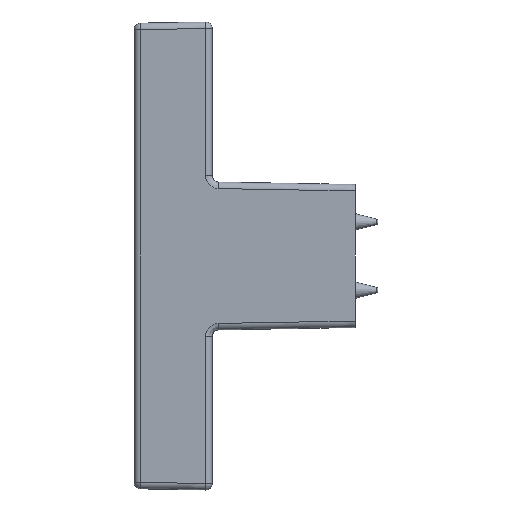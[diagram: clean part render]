
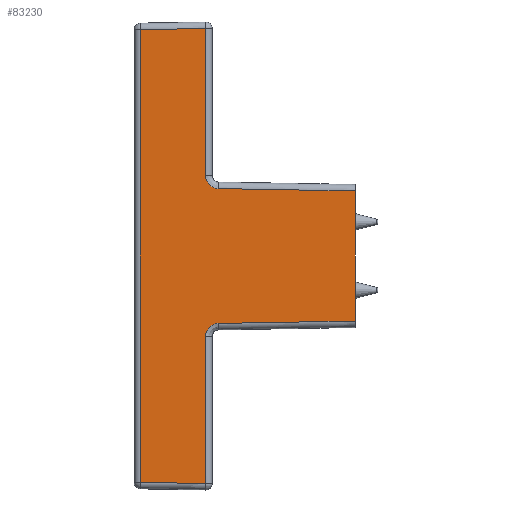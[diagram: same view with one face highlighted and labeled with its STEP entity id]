
A CAD part, left-side view. The second image highlights one B-rep face of the part: STEP entity #83230.
In plain terms, the highlighted planar face has unit normal (-1, 0.018, 0).
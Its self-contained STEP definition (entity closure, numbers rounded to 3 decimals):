
#3570=CARTESIAN_POINT('',(0.576,39.017,
-46.808));
#3580=VERTEX_POINT('',#3570);
#3900=CARTESIAN_POINT('',(0.402,29.017,
-46.982));
#3910=VERTEX_POINT('',#3900);
#22090=CARTESIAN_POINT('',(-0.104,0.017,
-47.489));
#22100=DIRECTION('',(-0.017,-1.,
-0.017));
#22110=VECTOR('',#22100,1.);
#22120=LINE('',#22090,#22110);
#22130=EDGE_CURVE('',#3580,#3910,#22120,.T.);
#22940=CARTESIAN_POINT('',(0.402,29.017,
-24.367));
#22950=VERTEX_POINT('',#22940);
#22980=CARTESIAN_POINT('',(0.402,29.017,
-24.367));
#22990=CARTESIAN_POINT('',(0.402,29.017,
-24.303));
#23000=CARTESIAN_POINT('',(0.402,29.014,
-24.24));
#23010=CARTESIAN_POINT('',(0.402,29.002,
-24.113));
#23020=CARTESIAN_POINT('',(0.401,28.993,
-24.049));
#23030=CARTESIAN_POINT('',(0.401,28.949,
-23.823));
#23040=CARTESIAN_POINT('',(0.4,28.898,
-23.665));
#23050=CARTESIAN_POINT('',(0.397,28.73,
-23.308));
#23060=CARTESIAN_POINT('',(0.394,28.597,
-23.119));
#23070=CARTESIAN_POINT('',(0.392,28.435,
-22.956));
#23080=CARTESIAN_POINT('',(0.388,28.201,
-22.721));
#23090=CARTESIAN_POINT('',(0.382,27.913,
-22.548));
#23100=CARTESIAN_POINT('',(0.375,27.479,
-22.417));
#23110=CARTESIAN_POINT('',(0.373,27.36,
-22.393));
#23120=CARTESIAN_POINT('',(0.37,27.178,
-22.372));
#23130=CARTESIAN_POINT('',(0.369,27.115,
-22.368));
#23140=CARTESIAN_POINT('',(0.367,27.052,
-22.367));
#23150=B_SPLINE_CURVE_WITH_KNOTS('',3,(#22980,#22990,#23000,#23010,
#23020,#23030,#23040,#23050,#23060,#23070,#23080,#23090,#23100,#23110,
#23120,#23130,#23140),.UNSPECIFIED.,.F.,.F.,(4,2,2,2,3,2,2,4),(0.,
0.143,0.288,0.658,1.174,
1.918,2.191,2.333),.UNSPECIFIED.);
#23160=CARTESIAN_POINT('',(0.367,27.052,
-22.367));
#23170=VERTEX_POINT('',#23160);
#23180=EDGE_CURVE('',#22950,#23170,#23150,.T.);
#23370=CARTESIAN_POINT('',(-0.104,0.017,
-21.895));
#23380=DIRECTION('',(0.017,1.,
-0.017));
#23390=VECTOR('',#23380,1.);
#23400=LINE('',#23370,#23390);
#23410=CARTESIAN_POINT('',(0.,6.,-22.));
#23420=VERTEX_POINT('',#23410);
#23430=EDGE_CURVE('',#23420,#23170,#23400,.T.);
#81170=CARTESIAN_POINT('',(0.,6.,0.));
#81180=DIRECTION('',(0.,0.,-1.));
#81190=VECTOR('',#81180,1.);
#81200=LINE('',#81170,#81190);
#81210=CARTESIAN_POINT('',(0.,6.,-2.));
#81220=VERTEX_POINT('',#81210);
#81230=EDGE_CURVE('',#81220,#23420,#81200,.T.);
#82540=CARTESIAN_POINT('',(0.,6.,0.));
#82550=DIRECTION('',(1.,-0.017,0.));
#82560=DIRECTION('',(-0.017,-1.,0.));
#82570=AXIS2_PLACEMENT_3D('',#82540,#82550,#82560);
#82580=PLANE('',#82570);
#82590=CARTESIAN_POINT('',(-0.104,0.017,
23.489));
#82600=DIRECTION('',(-0.017,-1.,
0.017));
#82610=VECTOR('',#82600,1.);
#82620=LINE('',#82590,#82610);
#82630=CARTESIAN_POINT('',(0.576,39.017,
22.808));
#82640=VERTEX_POINT('',#82630);
#82650=CARTESIAN_POINT('',(0.402,29.017,
22.982));
#82660=VERTEX_POINT('',#82650);
#82670=EDGE_CURVE('',#82640,#82660,#82620,.T.);
#82680=ORIENTED_EDGE('',*,*,#82670,.F.);
#82690=CARTESIAN_POINT('',(0.402,29.017,-24.));
#82700=DIRECTION('',(0.,0.,-1.));
#82710=VECTOR('',#82700,1.);
#82720=LINE('',#82690,#82710);
#82730=CARTESIAN_POINT('',(0.402,29.017,
0.367));
#82740=VERTEX_POINT('',#82730);
#82750=EDGE_CURVE('',#82660,#82740,#82720,.T.);
#82760=ORIENTED_EDGE('',*,*,#82750,.F.);
#82770=CARTESIAN_POINT('',(0.402,29.017,
0.367));
#82780=CARTESIAN_POINT('',(0.402,29.017,
0.303));
#82790=CARTESIAN_POINT('',(0.402,29.014,
0.24));
#82800=CARTESIAN_POINT('',(0.402,29.002,
0.113));
#82810=CARTESIAN_POINT('',(0.401,28.993,
0.049));
#82820=CARTESIAN_POINT('',(0.401,28.949,
-0.177));
#82830=CARTESIAN_POINT('',(0.4,28.898,
-0.335));
#82840=CARTESIAN_POINT('',(0.397,28.73,
-0.692));
#82850=CARTESIAN_POINT('',(0.394,28.597,
-0.881));
#82860=CARTESIAN_POINT('',(0.392,28.435,
-1.044));
#82870=CARTESIAN_POINT('',(0.388,28.201,
-1.279));
#82880=CARTESIAN_POINT('',(0.382,27.913,
-1.452));
#82890=CARTESIAN_POINT('',(0.375,27.479,
-1.583));
#82900=CARTESIAN_POINT('',(0.373,27.36,
-1.607));
#82910=CARTESIAN_POINT('',(0.37,27.178,
-1.628));
#82920=CARTESIAN_POINT('',(0.369,27.115,
-1.632));
#82930=CARTESIAN_POINT('',(0.367,27.052,
-1.633));
#82940=B_SPLINE_CURVE_WITH_KNOTS('',3,(#82770,#82780,#82790,#82800,
#82810,#82820,#82830,#82840,#82850,#82860,#82870,#82880,#82890,#82900,
#82910,#82920,#82930),.UNSPECIFIED.,.F.,.F.,(4,2,2,2,3,2,2,4),(0.,
0.143,0.288,0.658,1.174,
1.918,2.191,2.333),.UNSPECIFIED.);
#82950=CARTESIAN_POINT('',(0.367,27.052,
-1.633));
#82960=VERTEX_POINT('',#82950);
#82970=EDGE_CURVE('',#82740,#82960,#82940,.T.);
#82980=ORIENTED_EDGE('',*,*,#82970,.F.);
#82990=CARTESIAN_POINT('',(-0.104,0.017,
-2.105));
#83000=DIRECTION('',(0.017,1.,
0.017));
#83010=VECTOR('',#83000,1.);
#83020=LINE('',#82990,#83010);
#83030=EDGE_CURVE('',#81220,#82960,#83020,.T.);
#83040=ORIENTED_EDGE('',*,*,#83030,.T.);
#83050=ORIENTED_EDGE('',*,*,#81230,.F.);
#83060=ORIENTED_EDGE('',*,*,#23430,.F.);
#83070=ORIENTED_EDGE('',*,*,#23180,.T.);
#83080=CARTESIAN_POINT('',(0.402,29.017,0.));
#83090=DIRECTION('',(0.,0.,1.));
#83100=VECTOR('',#83090,1.);
#83110=LINE('',#83080,#83100);
#83120=EDGE_CURVE('',#3910,#22950,#83110,.T.);
#83130=ORIENTED_EDGE('',*,*,#83120,.T.);
#83140=ORIENTED_EDGE('',*,*,#22130,.T.);
#83150=CARTESIAN_POINT('',(0.576,39.017,0.));
#83160=DIRECTION('',(0.,0.,1.));
#83170=VECTOR('',#83160,1.);
#83180=LINE('',#83150,#83170);
#83190=EDGE_CURVE('',#3580,#82640,#83180,.T.);
#83200=ORIENTED_EDGE('',*,*,#83190,.F.);
#83210=EDGE_LOOP('',(#83200,#83140,#83130,#83070,#83060,#83050,#83040,
#82980,#82760,#82680));
#83220=FACE_OUTER_BOUND('',#83210,.T.);
#83230=ADVANCED_FACE('',(#83220),#82580,.F.);
